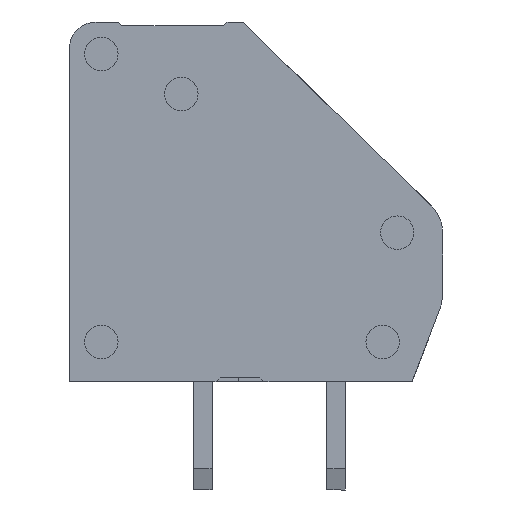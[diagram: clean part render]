
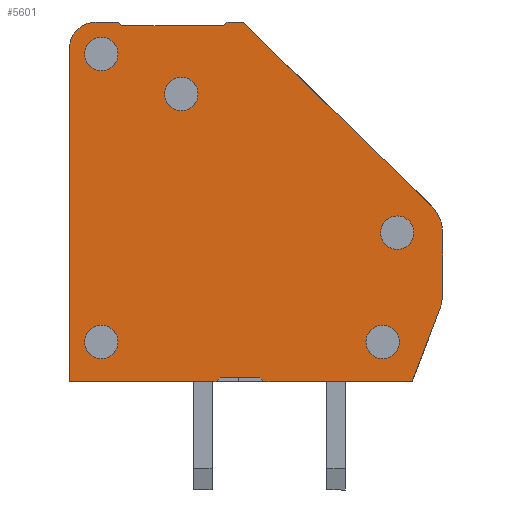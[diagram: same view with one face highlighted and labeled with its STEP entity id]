
A CAD part, front view. The second image highlights one B-rep face of the part: STEP entity #5601.
In plain terms, the highlighted planar face has unit normal (0, -1, 0).
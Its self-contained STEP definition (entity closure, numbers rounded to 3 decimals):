
#242=CIRCLE('',#6083,1.915);
#243=CIRCLE('',#6084,1.397);
#244=CIRCLE('',#6085,1.);
#245=CIRCLE('',#6086,0.625);
#246=CIRCLE('',#6087,0.625);
#247=CIRCLE('',#6088,0.625);
#248=CIRCLE('',#6089,0.625);
#249=CIRCLE('',#6090,0.625);
#1600=ORIENTED_EDGE('',*,*,#2513,.T.);
#1601=ORIENTED_EDGE('',*,*,#2514,.T.);
#1602=ORIENTED_EDGE('',*,*,#2515,.T.);
#1603=ORIENTED_EDGE('',*,*,#2516,.T.);
#1604=ORIENTED_EDGE('',*,*,#2466,.T.);
#1605=ORIENTED_EDGE('',*,*,#2517,.T.);
#1606=ORIENTED_EDGE('',*,*,#2518,.T.);
#1607=ORIENTED_EDGE('',*,*,#2519,.T.);
#1608=ORIENTED_EDGE('',*,*,#2520,.T.);
#1609=ORIENTED_EDGE('',*,*,#2521,.T.);
#1610=ORIENTED_EDGE('',*,*,#2522,.T.);
#1611=ORIENTED_EDGE('',*,*,#2523,.T.);
#1612=ORIENTED_EDGE('',*,*,#2524,.F.);
#1613=ORIENTED_EDGE('',*,*,#2525,.T.);
#1614=ORIENTED_EDGE('',*,*,#2462,.T.);
#1615=ORIENTED_EDGE('',*,*,#2526,.T.);
#1616=ORIENTED_EDGE('',*,*,#2527,.T.);
#1617=ORIENTED_EDGE('',*,*,#2528,.F.);
#1618=ORIENTED_EDGE('',*,*,#2529,.F.);
#1619=ORIENTED_EDGE('',*,*,#2530,.F.);
#1620=ORIENTED_EDGE('',*,*,#2531,.F.);
#1621=ORIENTED_EDGE('',*,*,#2532,.F.);
#2462=EDGE_CURVE('',#3027,#3028,#3652,.T.);
#2466=EDGE_CURVE('',#3031,#3032,#3656,.T.);
#2513=EDGE_CURVE('',#3076,#3077,#3693,.T.);
#2514=EDGE_CURVE('',#3077,#3078,#3694,.T.);
#2515=EDGE_CURVE('',#3078,#3079,#3695,.T.);
#2516=EDGE_CURVE('',#3079,#3031,#3696,.T.);
#2517=EDGE_CURVE('',#3032,#3080,#3697,.T.);
#2518=EDGE_CURVE('',#3080,#3081,#242,.T.);
#2519=EDGE_CURVE('',#3081,#3082,#3698,.T.);
#2520=EDGE_CURVE('',#3082,#3083,#243,.T.);
#2521=EDGE_CURVE('',#3083,#3084,#3699,.T.);
#2522=EDGE_CURVE('',#3084,#3085,#3700,.T.);
#2523=EDGE_CURVE('',#3085,#3086,#3701,.F.);
#2524=EDGE_CURVE('',#3087,#3086,#3702,.T.);
#2525=EDGE_CURVE('',#3087,#3027,#3703,.F.);
#2526=EDGE_CURVE('',#3028,#3088,#244,.T.);
#2527=EDGE_CURVE('',#3088,#3076,#3704,.T.);
#2528=EDGE_CURVE('',#3089,#3089,#245,.T.);
#2529=EDGE_CURVE('',#3090,#3090,#246,.T.);
#2530=EDGE_CURVE('',#3091,#3091,#247,.T.);
#2531=EDGE_CURVE('',#3092,#3092,#248,.T.);
#2532=EDGE_CURVE('',#3093,#3093,#249,.T.);
#3027=VERTEX_POINT('',#9020);
#3028=VERTEX_POINT('',#9021);
#3031=VERTEX_POINT('',#9029);
#3032=VERTEX_POINT('',#9030);
#3076=VERTEX_POINT('',#9123);
#3077=VERTEX_POINT('',#9124);
#3078=VERTEX_POINT('',#9126);
#3079=VERTEX_POINT('',#9128);
#3080=VERTEX_POINT('',#9131);
#3081=VERTEX_POINT('',#9133);
#3082=VERTEX_POINT('',#9135);
#3083=VERTEX_POINT('',#9137);
#3084=VERTEX_POINT('',#9139);
#3085=VERTEX_POINT('',#9141);
#3086=VERTEX_POINT('',#9143);
#3087=VERTEX_POINT('',#9145);
#3088=VERTEX_POINT('',#9148);
#3089=VERTEX_POINT('',#9151);
#3090=VERTEX_POINT('',#9153);
#3091=VERTEX_POINT('',#9155);
#3092=VERTEX_POINT('',#9157);
#3093=VERTEX_POINT('',#9159);
#3652=LINE('',#9019,#4292);
#3656=LINE('',#9028,#4296);
#3693=LINE('',#9122,#4333);
#3694=LINE('',#9125,#4334);
#3695=LINE('',#9127,#4335);
#3696=LINE('',#9129,#4336);
#3697=LINE('',#9130,#4337);
#3698=LINE('',#9134,#4338);
#3699=LINE('',#9138,#4339);
#3700=LINE('',#9140,#4340);
#3701=LINE('',#9142,#4341);
#3702=LINE('',#9144,#4342);
#3703=LINE('',#9146,#4343);
#3704=LINE('',#9149,#4344);
#4292=VECTOR('',#7413,1000.);
#4296=VECTOR('',#7419,1000.);
#4333=VECTOR('',#7480,1000.);
#4334=VECTOR('',#7481,1000.);
#4335=VECTOR('',#7482,1000.);
#4336=VECTOR('',#7483,1000.);
#4337=VECTOR('',#7484,1000.);
#4338=VECTOR('',#7487,1000.);
#4339=VECTOR('',#7490,1000.);
#4340=VECTOR('',#7491,1000.);
#4341=VECTOR('',#7492,1000.);
#4342=VECTOR('',#7493,1000.);
#4343=VECTOR('',#7494,1000.);
#4344=VECTOR('',#7497,1000.);
#4692=EDGE_LOOP('',(#1600,#1601,#1602,#1603,#1604,#1605,#1606,#1607,#1608,
#1609,#1610,#1611,#1612,#1613,#1614,#1615,#1616));
#4693=EDGE_LOOP('',(#1617));
#4694=EDGE_LOOP('',(#1618));
#4695=EDGE_LOOP('',(#1619));
#4696=EDGE_LOOP('',(#1620));
#4697=EDGE_LOOP('',(#1621));
#5049=FACE_BOUND('',#4692,.T.);
#5050=FACE_BOUND('',#4693,.T.);
#5051=FACE_BOUND('',#4694,.T.);
#5052=FACE_BOUND('',#4695,.T.);
#5053=FACE_BOUND('',#4696,.T.);
#5054=FACE_BOUND('',#4697,.T.);
#5314=PLANE('',#6082);
#5601=ADVANCED_FACE('',(#5049,#5050,#5051,#5052,#5053,#5054),#5314,.T.);
#6082=AXIS2_PLACEMENT_3D('',#9121,#7478,#7479);
#6083=AXIS2_PLACEMENT_3D('',#9132,#7485,#7486);
#6084=AXIS2_PLACEMENT_3D('',#9136,#7488,#7489);
#6085=AXIS2_PLACEMENT_3D('',#9147,#7495,#7496);
#6086=AXIS2_PLACEMENT_3D('',#9150,#7498,#7499);
#6087=AXIS2_PLACEMENT_3D('',#9152,#7500,#7501);
#6088=AXIS2_PLACEMENT_3D('',#9154,#7502,#7503);
#6089=AXIS2_PLACEMENT_3D('',#9156,#7504,#7505);
#6090=AXIS2_PLACEMENT_3D('',#9158,#7506,#7507);
#7413=DIRECTION('',(-1.,0.,0.));
#7419=DIRECTION('',(1.,0.,0.));
#7478=DIRECTION('',(0.,-1.,0.));
#7479=DIRECTION('',(0.,0.,-1.));
#7480=DIRECTION('',(1.,0.,0.));
#7481=DIRECTION('',(0.707,0.,0.707));
#7482=DIRECTION('',(1.,0.,0.));
#7483=DIRECTION('',(0.707,0.,-0.707));
#7484=DIRECTION('',(0.358,0.,0.934));
#7485=DIRECTION('',(0.,-1.,0.));
#7486=DIRECTION('',(-1.,0.,0.));
#7487=DIRECTION('',(0.,0.,1.));
#7488=DIRECTION('',(0.,-1.,0.));
#7489=DIRECTION('',(-1.,0.,0.));
#7490=DIRECTION('',(-0.716,0.,0.698));
#7491=DIRECTION('',(-1.,0.,0.));
#7492=DIRECTION('',(0.8,0.,0.6));
#7493=DIRECTION('',(1.,0.,0.));
#7494=DIRECTION('',(0.8,0.,-0.6));
#7495=DIRECTION('',(0.,-1.,0.));
#7496=DIRECTION('',(1.,0.,0.));
#7497=DIRECTION('',(0.,0.,-1.));
#7498=DIRECTION('',(0.,-1.,0.));
#7499=DIRECTION('',(0.,0.,-1.));
#7500=DIRECTION('',(0.,-1.,0.));
#7501=DIRECTION('',(0.,0.,-1.));
#7502=DIRECTION('',(0.,-1.,0.));
#7503=DIRECTION('',(0.,0.,-1.));
#7504=DIRECTION('',(0.,-1.,0.));
#7505=DIRECTION('',(0.,0.,-1.));
#7506=DIRECTION('',(0.,-1.,0.));
#7507=DIRECTION('',(0.,0.,-1.));
#9019=CARTESIAN_POINT('',(1.,0.,13.5));
#9020=CARTESIAN_POINT('',(1.8,0.,13.5));
#9021=CARTESIAN_POINT('',(1.,0.,13.5));
#9028=CARTESIAN_POINT('',(0.,0.,0.));
#9029=CARTESIAN_POINT('',(7.3,0.,0.));
#9030=CARTESIAN_POINT('',(12.852,0.,0.));
#9121=CARTESIAN_POINT('',(12.085,0.,3.35));
#9122=CARTESIAN_POINT('',(0.,0.,0.));
#9123=CARTESIAN_POINT('',(0.,0.,0.));
#9124=CARTESIAN_POINT('',(5.5,0.,0.));
#9125=CARTESIAN_POINT('',(10.468,0.,4.968));
#9126=CARTESIAN_POINT('',(5.65,0.,0.15));
#9127=CARTESIAN_POINT('',(5.65,0.,0.15));
#9128=CARTESIAN_POINT('',(7.15,0.,0.15));
#9129=CARTESIAN_POINT('',(8.018,0.,-0.718));
#9130=CARTESIAN_POINT('',(13.873,0.,2.665));
#9131=CARTESIAN_POINT('',(13.873,0.,2.665));
#9132=CARTESIAN_POINT('',(12.085,0.,3.35));
#9133=CARTESIAN_POINT('',(14.,0.,3.35));
#9134=CARTESIAN_POINT('',(14.,0.,3.35));
#9135=CARTESIAN_POINT('',(14.,0.,5.6));
#9136=CARTESIAN_POINT('',(12.603,0.,5.6));
#9137=CARTESIAN_POINT('',(13.578,0.,6.6));
#9138=CARTESIAN_POINT('',(6.5,0.,13.5));
#9139=CARTESIAN_POINT('',(6.5,0.,13.5));
#9140=CARTESIAN_POINT('',(1.,0.,13.5));
#9141=CARTESIAN_POINT('',(5.95,0.,13.5));
#9142=CARTESIAN_POINT('',(5.004,0.,12.791));
#9143=CARTESIAN_POINT('',(5.75,0.,13.35));
#9144=CARTESIAN_POINT('',(5.75,0.,13.35));
#9145=CARTESIAN_POINT('',(2.,0.,13.35));
#9146=CARTESIAN_POINT('',(13.254,0.,4.909));
#9147=CARTESIAN_POINT('',(1.,0.,12.5));
#9148=CARTESIAN_POINT('',(0.,0.,12.5));
#9149=CARTESIAN_POINT('',(0.,0.,0.));
#9150=CARTESIAN_POINT('',(12.3,0.,5.6));
#9151=CARTESIAN_POINT('',(12.3,0.,4.975));
#9152=CARTESIAN_POINT('',(4.2,0.,10.8));
#9153=CARTESIAN_POINT('',(4.2,0.,10.175));
#9154=CARTESIAN_POINT('',(11.75,0.,1.5));
#9155=CARTESIAN_POINT('',(11.75,0.,0.875));
#9156=CARTESIAN_POINT('',(1.2,0.,1.5));
#9157=CARTESIAN_POINT('',(1.2,0.,0.875));
#9158=CARTESIAN_POINT('',(1.2,0.,12.3));
#9159=CARTESIAN_POINT('',(1.2,0.,11.675));
